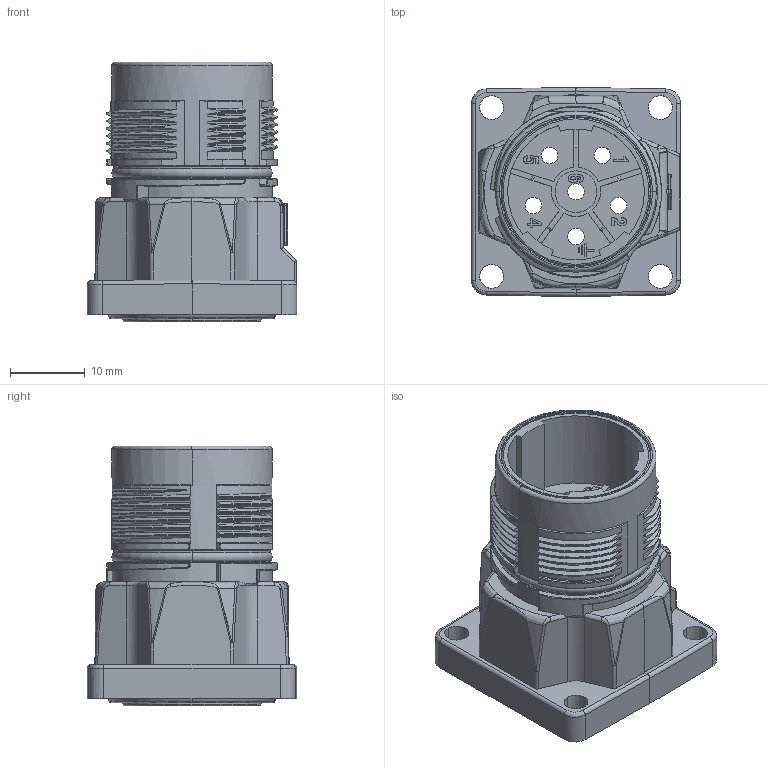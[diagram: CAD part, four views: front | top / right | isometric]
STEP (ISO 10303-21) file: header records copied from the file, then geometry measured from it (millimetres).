
FILE_DESCRIPTION((''),'2;1');
FILE_NAME('M23-M04-4-BK28_SW0001','2017-08-31T',('hq.zhang'),(''),'PRO/ENGINEER BY PARAMETRIC TECHNOLOGY CORPORATION, 2012480','PRO/ENGINEER BY PARAMETRIC TECHNOLOGY CORPORATION, 2012480','');
FILE_SCHEMA(('AUTOMOTIVE_DESIGN { 1 0 10303 214 1 1 1 1 }'));
Length unit declared in the file: millimetre
Products named in the file (1): M23-M04-4-BK28_SW0001
Bounding box: 28 x 28 x 34.8 mm (x, y, z)
Volume: 10430 mm3; surface area: 14509.8 mm2
Topology: 1 solids, 1 shells, 1689 faces, 4531 edges, 2903 vertices
Faces by surface type: plane 539, cylinder 367, bspline 343, cone 259, torus 107, extrusion 53, sphere 21
Entity records: 70515 total; most frequent: CARTESIAN_POINT 31114, ORIENTED_EDGE 9062, DIRECTION 7033, EDGE_CURVE 4531, VERTEX_POINT 2903, AXIS2_PLACEMENT_3D 2608, VECTOR 1817, EDGE_LOOP 1788
